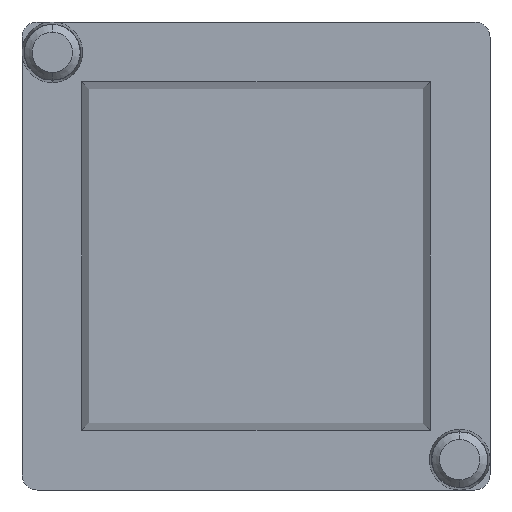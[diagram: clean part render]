
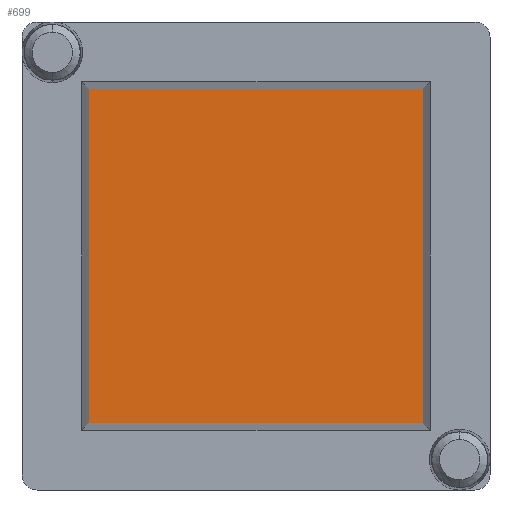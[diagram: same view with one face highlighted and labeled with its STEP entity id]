
A CAD part, front view. The second image highlights one B-rep face of the part: STEP entity #699.
In plain terms, the highlighted planar face has unit normal (0, -1, 0).
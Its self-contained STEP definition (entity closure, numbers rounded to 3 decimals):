
#18 = CARTESIAN_POINT ( 'NONE',  ( 0., 2.067, 0. ) ) ;
#50 = DIRECTION ( 'NONE',  ( 0., 0., 1. ) ) ;
#54 = VERTEX_POINT ( 'NONE', #943 ) ;
#71 = LINE ( 'NONE', #149, #497 ) ;
#75 = ORIENTED_EDGE ( 'NONE', *, *, #504, .T. ) ;
#85 = EDGE_CURVE ( 'NONE', #54, #446, #71, .T. ) ;
#101 = CARTESIAN_POINT ( 'NONE',  ( 1.677, 2.067, 0. ) ) ;
#116 = DIRECTION ( 'NONE',  ( -1., 0., 0. ) ) ;
#149 = CARTESIAN_POINT ( 'NONE',  ( 0., 2.067, -1.677 ) ) ;
#290 = DIRECTION ( 'NONE',  ( 0., 0., -1. ) ) ;
#299 = CARTESIAN_POINT ( 'NONE',  ( 1.677, 2.067, 1.677 ) ) ;
#307 = VECTOR ( 'NONE', #707, 1000. ) ;
#346 = FACE_OUTER_BOUND ( 'NONE', #440, .T. ) ;
#439 = ORIENTED_EDGE ( 'NONE', *, *, #837, .T. ) ;
#440 = EDGE_LOOP ( 'NONE', ( #924, #496, #439, #75 ) ) ;
#443 = LINE ( 'NONE', #101, #641 ) ;
#446 = VERTEX_POINT ( 'NONE', #724 ) ;
#471 = VERTEX_POINT ( 'NONE', #627 ) ;
#496 = ORIENTED_EDGE ( 'NONE', *, *, #85, .T. ) ;
#497 = VECTOR ( 'NONE', #948, 1000. ) ;
#504 = EDGE_CURVE ( 'NONE', #719, #471, #630, .T. ) ;
#545 = CARTESIAN_POINT ( 'NONE',  ( 0., 2.067, 1.677 ) ) ;
#612 = CARTESIAN_POINT ( 'NONE',  ( -1.677, 2.067, 0. ) ) ;
#627 = CARTESIAN_POINT ( 'NONE',  ( -1.677, 2.067, 1.677 ) ) ;
#630 = LINE ( 'NONE', #545, #853 ) ;
#641 = VECTOR ( 'NONE', #50, 1000. ) ;
#699 = ADVANCED_FACE ( 'NONE', ( #346 ), #1080, .T. ) ;
#707 = DIRECTION ( 'NONE',  ( 0., 0., -1. ) ) ;
#719 = VERTEX_POINT ( 'NONE', #299 ) ;
#724 = CARTESIAN_POINT ( 'NONE',  ( 1.677, 2.067, -1.677 ) ) ;
#837 = EDGE_CURVE ( 'NONE', #446, #719, #443, .T. ) ;
#853 = VECTOR ( 'NONE', #116, 1000. ) ;
#922 = DIRECTION ( 'NONE',  ( 0., -1., 0. ) ) ;
#924 = ORIENTED_EDGE ( 'NONE', *, *, #1041, .T. ) ;
#943 = CARTESIAN_POINT ( 'NONE',  ( -1.677, 2.067, -1.677 ) ) ;
#948 = DIRECTION ( 'NONE',  ( 1., 0., 0. ) ) ;
#1020 = LINE ( 'NONE', #612, #307 ) ;
#1041 = EDGE_CURVE ( 'NONE', #471, #54, #1020, .T. ) ;
#1080 = PLANE ( 'NONE',  #1117 ) ;
#1117 = AXIS2_PLACEMENT_3D ( 'NONE', #18, #922, #290 ) ;
